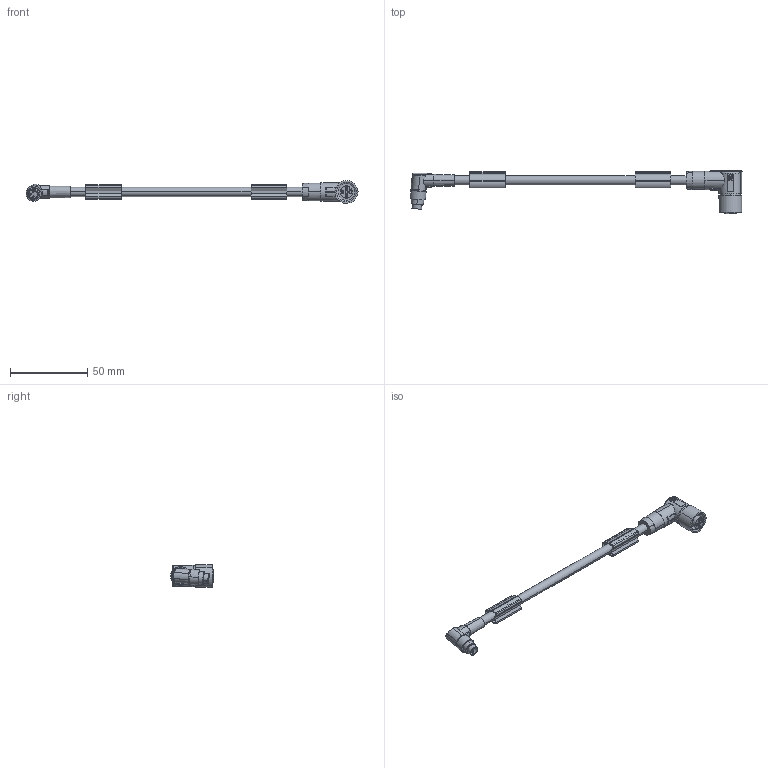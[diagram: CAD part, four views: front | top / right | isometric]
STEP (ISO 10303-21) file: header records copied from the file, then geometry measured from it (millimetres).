
FILE_DESCRIPTION(('SolidDesigner STEP Export'),'2;1');
FILE_NAME('1682485.stp','2011-12-01T 7:52:10',(''),(''),'CoCreate Modeling STEP processor for AP214 (Solid Model)','CoCreate Modeling 16.00A 16-Aug-2008 (C) Parametric Technology GmbH','');
FILE_SCHEMA(('AUTOMOTIVE_DESIGN { 1 0 10303 214 1 1 1 1 }'));
Length unit declared in the file: millimetre
Products named in the file (2): 1682485
Assembly tree (1 placements, depth 2):
  1682485
    1682485
Bounding box: 214.98 x 28 x 14.77 mm (x, y, z)
Volume: 13614.4 mm3; surface area: 10128.9 mm2
Topology: 1 solids, 1 shells, 390 faces, 1047 edges, 691 vertices
Faces by surface type: cylinder 202, plane 132, cone 24, extrusion 15, bspline 11, torus 6
Entity records: 20299 total; most frequent: CARTESIAN_POINT 8014, ORIENTED_EDGE 2094, DIRECTION 1657, EDGE_CURVE 1047, VERTEX_POINT 691, AXIS2_PLACEMENT_3D 576, VECTOR 505, LINE 485
